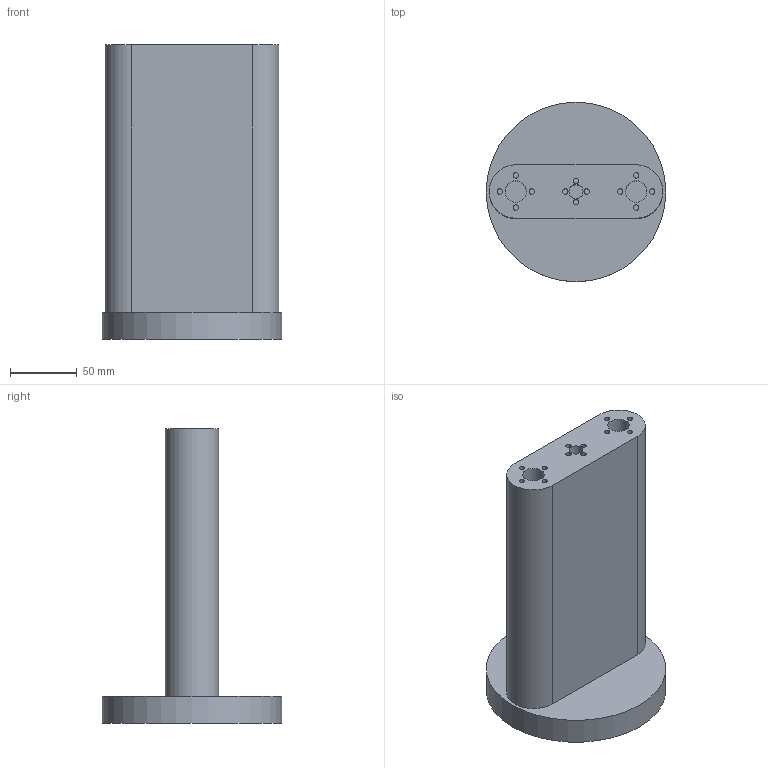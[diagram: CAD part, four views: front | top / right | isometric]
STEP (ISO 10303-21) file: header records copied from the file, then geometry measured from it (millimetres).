
FILE_DESCRIPTION(/* description */ ('','CAx-IF Rec.Pracs.---Representation and Presentation of Product Manufacturing Information (PMI)---4.0---2014-10-13'),/* implementation_level */ '2;1');
FILE_NAME(/* name */ 'sls kolben 2 v5.step',/* time_stamp */ '2025-03-24T23:15:55+01:00',/* author */ (''),/* organization */ (''),/* preprocessor_version */ 'ST-DEVELOPER v20',/* originating_system */ 'Autodesk Translation Framework v13.20.0.188',/* authorisation */ '');
FILE_SCHEMA (('AP242_MANAGED_MODEL_BASED_3D_ENGINEERING_MIM_LF { 1 0 10303 442 1 1 4 }'));
Length unit declared in the file: millimetre
Products named in the file (1): sls kolben 2
Bounding box: 134.25 x 134.25 x 220 mm (x, y, z)
Volume: 1154428.3 mm3; surface area: 126844 mm2
Topology: 1 solids, 1 shells, 38 faces, 60 edges, 40 vertices
Faces by surface type: plane 20, cylinder 18
Full cylindrical faces by diameter (mm): 4 x12, 10.5 x1, 16 x2, 134.25 x1
Entity records: 913 total; most frequent: DIRECTION 174, CARTESIAN_POINT 139, ORIENTED_EDGE 120, AXIS2_PLACEMENT_3D 75, EDGE_CURVE 60, EDGE_LOOP 54, VERTEX_POINT 40, FACE_OUTER_BOUND 38
